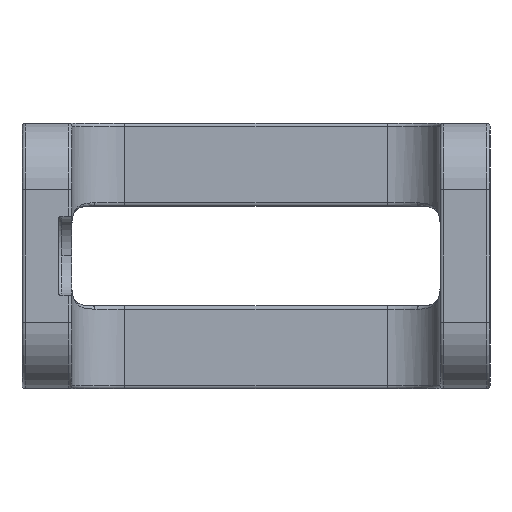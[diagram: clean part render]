
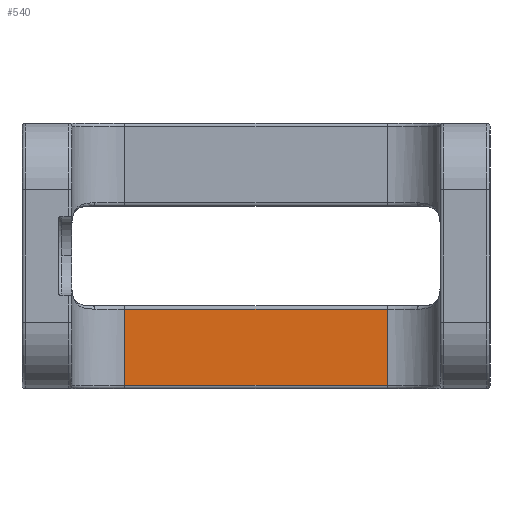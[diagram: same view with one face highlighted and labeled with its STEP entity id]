
A CAD part, front view. The second image highlights one B-rep face of the part: STEP entity #540.
In plain terms, the highlighted planar face has unit normal (0, -1, 0).
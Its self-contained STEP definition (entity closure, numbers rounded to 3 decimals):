
#519 = CARTESIAN_POINT ( 'NONE',  ( 19.75, 46., 12. ) ) ;
#540 = ADVANCED_FACE ( 'NONE', ( #12581 ), #12322, .F. ) ;
#1495 = CARTESIAN_POINT ( 'NONE',  ( -19.75, 46., 0. ) ) ;
#1756 = ORIENTED_EDGE ( 'NONE', *, *, #7397, .T. ) ;
#1868 = VERTEX_POINT ( 'NONE', #519 ) ;
#3180 = VECTOR ( 'NONE', #4135, 1000. ) ;
#3424 = VERTEX_POINT ( 'NONE', #11710 ) ;
#3557 = LINE ( 'NONE', #1495, #10008 ) ;
#4032 = VERTEX_POINT ( 'NONE', #4842 ) ;
#4135 = DIRECTION ( 'NONE',  ( 1., 0., 0. ) ) ;
#4213 = CARTESIAN_POINT ( 'NONE',  ( -27.75, 46., 12. ) ) ;
#4228 = CARTESIAN_POINT ( 'NONE',  ( -27.75, 46., 0.5 ) ) ;
#4489 = EDGE_CURVE ( 'NONE', #10711, #1868, #7174, .T. ) ;
#4842 = CARTESIAN_POINT ( 'NONE',  ( -19.75, 46., 12. ) ) ;
#5500 = EDGE_LOOP ( 'NONE', ( #5828, #12363, #12081, #1756 ) ) ;
#5828 = ORIENTED_EDGE ( 'NONE', *, *, #4489, .T. ) ;
#5899 = VECTOR ( 'NONE', #12888, 1000. ) ;
#6184 = DIRECTION ( 'NONE',  ( -1., 0., 0. ) ) ;
#6219 = VECTOR ( 'NONE', #6184, 1000. ) ;
#6316 = AXIS2_PLACEMENT_3D ( 'NONE', #8285, #10381, #11365 ) ;
#7174 = LINE ( 'NONE', #11899, #5899 ) ;
#7397 = EDGE_CURVE ( 'NONE', #3424, #10711, #12839, .T. ) ;
#7864 = EDGE_CURVE ( 'NONE', #1868, #4032, #9941, .T. ) ;
#8285 = CARTESIAN_POINT ( 'NONE',  ( -27.75, 46., 40. ) ) ;
#9941 = LINE ( 'NONE', #4213, #6219 ) ;
#10008 = VECTOR ( 'NONE', #10714, 1000. ) ;
#10381 = DIRECTION ( 'NONE',  ( 0., 1., 0. ) ) ;
#10711 = VERTEX_POINT ( 'NONE', #11297 ) ;
#10714 = DIRECTION ( 'NONE',  ( 0., 0., -1. ) ) ;
#11297 = CARTESIAN_POINT ( 'NONE',  ( 19.75, 46., 0.5 ) ) ;
#11365 = DIRECTION ( 'NONE',  ( -1., 0., 0. ) ) ;
#11710 = CARTESIAN_POINT ( 'NONE',  ( -19.75, 46., 0.5 ) ) ;
#11899 = CARTESIAN_POINT ( 'NONE',  ( 19.75, 46., 12.5 ) ) ;
#12081 = ORIENTED_EDGE ( 'NONE', *, *, #12091, .T. ) ;
#12091 = EDGE_CURVE ( 'NONE', #4032, #3424, #3557, .T. ) ;
#12322 = PLANE ( 'NONE',  #6316 ) ;
#12363 = ORIENTED_EDGE ( 'NONE', *, *, #7864, .T. ) ;
#12581 = FACE_OUTER_BOUND ( 'NONE', #5500, .T. ) ;
#12839 = LINE ( 'NONE', #4228, #3180 ) ;
#12888 = DIRECTION ( 'NONE',  ( 0., 0., 1. ) ) ;
